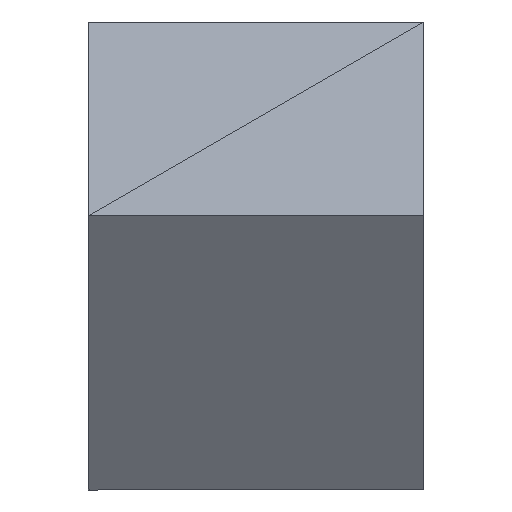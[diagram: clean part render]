
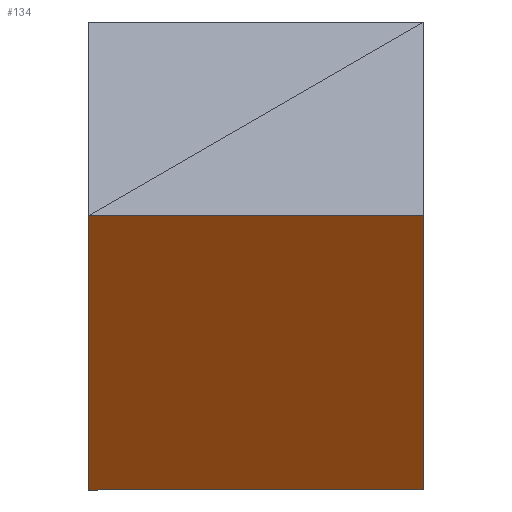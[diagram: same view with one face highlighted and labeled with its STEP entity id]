
A CAD part, isometric view. The second image highlights one B-rep face of the part: STEP entity #134.
In plain terms, the highlighted face is planar.
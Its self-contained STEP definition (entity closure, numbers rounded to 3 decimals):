
#13 = VERTEX_POINT ( 'NONE', #122 ) ;
#19 = ORIENTED_EDGE ( 'NONE', *, *, #273, .F. ) ;
#20 = FACE_OUTER_BOUND ( 'NONE', #190, .T. ) ;
#31 = CARTESIAN_POINT ( 'NONE',  ( 3.536, 0., -2.5 ) ) ;
#34 = LINE ( 'NONE', #140, #180 ) ;
#35 = PLANE ( 'NONE',  #88 ) ;
#68 = DIRECTION ( 'NONE',  ( -0.707, 0.707, 0. ) ) ;
#69 = LINE ( 'NONE', #308, #260 ) ;
#77 = DIRECTION ( 'NONE',  ( -0.707, 0.707, 0. ) ) ;
#87 = ORIENTED_EDGE ( 'NONE', *, *, #293, .F. ) ;
#88 = AXIS2_PLACEMENT_3D ( 'NONE', #227, #132, #335 ) ;
#101 = CARTESIAN_POINT ( 'NONE',  ( 3.536, 0., 2.5 ) ) ;
#122 = CARTESIAN_POINT ( 'NONE',  ( 0., 3.536, -2.5 ) ) ;
#124 = EDGE_CURVE ( 'NONE', #221, #13, #157, .T. ) ;
#132 = DIRECTION ( 'NONE',  ( -0.707, -0.707, 0. ) ) ;
#134 = ADVANCED_FACE ( 'NONE', ( #20 ), #35, .F. ) ;
#140 = CARTESIAN_POINT ( 'NONE',  ( 3.536, 0., 2.5 ) ) ;
#146 = EDGE_CURVE ( 'NONE', #301, #221, #34, .T. ) ;
#157 = LINE ( 'NONE', #31, #233 ) ;
#180 = VECTOR ( 'NONE', #255, 1000. ) ;
#190 = EDGE_LOOP ( 'NONE', ( #345, #19, #87, #201 ) ) ;
#201 = ORIENTED_EDGE ( 'NONE', *, *, #146, .T. ) ;
#221 = VERTEX_POINT ( 'NONE', #312 ) ;
#224 = DIRECTION ( 'NONE',  ( 0., 0., -1. ) ) ;
#227 = CARTESIAN_POINT ( 'NONE',  ( 3.536, 0., 2.5 ) ) ;
#233 = VECTOR ( 'NONE', #77, 1000. ) ;
#235 = CARTESIAN_POINT ( 'NONE',  ( 0., 3.536, 2.5 ) ) ;
#255 = DIRECTION ( 'NONE',  ( 0., 0., -1. ) ) ;
#260 = VECTOR ( 'NONE', #68, 1000. ) ;
#263 = CARTESIAN_POINT ( 'NONE',  ( 0., 3.536, 2.5 ) ) ;
#272 = VERTEX_POINT ( 'NONE', #263 ) ;
#273 = EDGE_CURVE ( 'NONE', #272, #13, #279, .T. ) ;
#279 = LINE ( 'NONE', #235, #334 ) ;
#293 = EDGE_CURVE ( 'NONE', #301, #272, #69, .T. ) ;
#301 = VERTEX_POINT ( 'NONE', #101 ) ;
#308 = CARTESIAN_POINT ( 'NONE',  ( 3.536, 0., 2.5 ) ) ;
#312 = CARTESIAN_POINT ( 'NONE',  ( 3.536, 0., -2.5 ) ) ;
#334 = VECTOR ( 'NONE', #224, 1000. ) ;
#335 = DIRECTION ( 'NONE',  ( 0.707, -0.707, 0. ) ) ;
#345 = ORIENTED_EDGE ( 'NONE', *, *, #124, .T. ) ;
